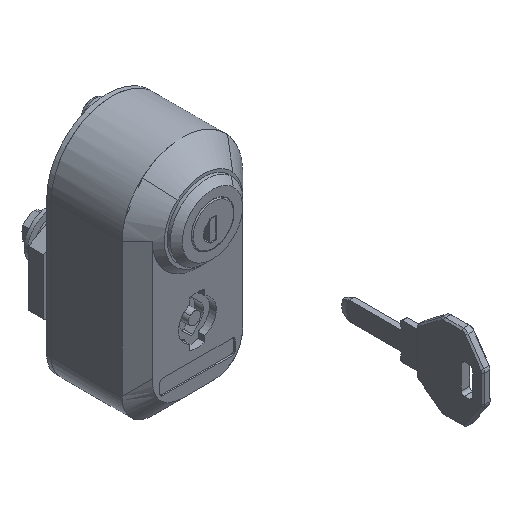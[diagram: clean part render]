
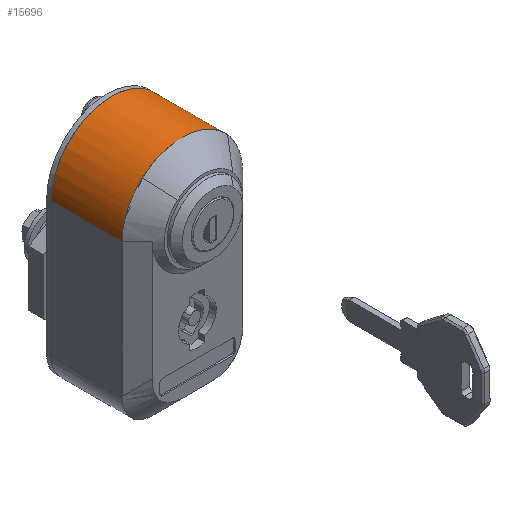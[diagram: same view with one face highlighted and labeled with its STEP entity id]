
A CAD part, isometric view. The second image highlights one B-rep face of the part: STEP entity #15696.
In plain terms, the highlighted free-form (B-spline) face has degree [1, 2] with [2, 5] control points.
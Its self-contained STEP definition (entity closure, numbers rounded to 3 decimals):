
#15449=CARTESIAN_POINT('',(10.,-20.,0.));
#15450=VERTEX_POINT('',#15449);
#15463=CARTESIAN_POINT('',(33.5,-20.,0.));
#15464=VERTEX_POINT('',#15463);
#15470=CARTESIAN_POINT('',(33.5,-20.,0.));
#15471=CARTESIAN_POINT('',(10.,-20.,0.));
#15472=QUASI_UNIFORM_CURVE('',1,(#15470,#15471),.UNSPECIFIED.,.F.,.U.);
#15473=EDGE_CURVE('',#15464,#15450,#15472,.T.);
#15585=CARTESIAN_POINT('',(10.,20.,0.));
#15586=VERTEX_POINT('',#15585);
#15592=CARTESIAN_POINT('',(33.5,20.,0.));
#15593=VERTEX_POINT('',#15592);
#15594=CARTESIAN_POINT('',(33.5,20.,0.));
#15595=CARTESIAN_POINT('',(10.,20.,0.));
#15596=QUASI_UNIFORM_CURVE('',1,(#15594,#15595),.UNSPECIFIED.,.F.,.U.);
#15597=EDGE_CURVE('',#15593,#15586,#15596,.T.);
#15608=CARTESIAN_POINT('',(34.088,19.993,-0.524));
#15609=CARTESIAN_POINT('',(9.398,19.993,-0.524));
#15610=CARTESIAN_POINT('',(34.088,20.545,20.545));
#15611=CARTESIAN_POINT('',(9.398,20.545,20.545));
#15612=CARTESIAN_POINT('',(34.088,-0.524,19.993));
#15613=CARTESIAN_POINT('',(9.398,-0.524,19.993));
#15614=CARTESIAN_POINT('',(34.088,-21.592,19.441));
#15615=CARTESIAN_POINT('',(9.398,-21.592,19.441));
#15616=CARTESIAN_POINT('',(34.088,-19.938,-1.569));
#15617=CARTESIAN_POINT('',(9.398,-19.938,-1.569));
#15625=(BOUNDED_SURFACE()B_SPLINE_SURFACE(1,2,((#15608,#15610,#15612,#15614,#15616),(#15609,#15611,#15613,#15615,#15617)),.UNSPECIFIED.,.F.,.F.,.U.)B_SPLINE_SURFACE_WITH_KNOTS((2,2),(3,2,3),(0.0,24.69),(0.0,34.371,68.741),.UNSPECIFIED.)GEOMETRIC_REPRESENTATION_ITEM()RATIONAL_B_SPLINE_SURFACE(((1.0,0.688,1.0,0.688,1.0),(1.0,0.688,1.0,0.688,1.0)))REPRESENTATION_ITEM('')SURFACE());
#15626=CARTESIAN_POINT('',(10.,0.,20.));
#15627=VERTEX_POINT('',#15626);
#15628=CARTESIAN_POINT('',(10.,0.,20.));
#15629=CARTESIAN_POINT('',(10.,1.677,20.001));
#15630=CARTESIAN_POINT('',(10.,4.459,19.648));
#15631=CARTESIAN_POINT('',(10.,8.142,18.368));
#15632=CARTESIAN_POINT('',(10.,11.24,16.675));
#15633=CARTESIAN_POINT('',(10.,13.794,14.605));
#15634=CARTESIAN_POINT('',(10.,15.783,12.369));
#15635=CARTESIAN_POINT('',(10.,17.174,10.342));
#15636=CARTESIAN_POINT('',(10.,18.56,7.691));
#15637=CARTESIAN_POINT('',(10.,19.696,4.254));
#15638=CARTESIAN_POINT('',(10.,20.,1.432));
#15639=CARTESIAN_POINT('',(10.,20.,0.));
#15640=B_SPLINE_CURVE_WITH_KNOTS('',3,(#15628,#15629,#15630,#15631,#15632,#15633,#15634,#15635,#15636,#15637,#15638,#15639),.UNSPECIFIED.,.F.,.U.,(4,1,1,1,1,1,1,1,1,4),(0.,5.031,8.345,11.658,15.585,18.162,20.617,22.948,27.121,31.416),.UNSPECIFIED.);
#15641=EDGE_CURVE('',#15627,#15586,#15640,.T.);
#15642=ORIENTED_EDGE('',*,*,#15641,.F.);
#15643=CARTESIAN_POINT('',(10.,-20.,0.));
#15644=CARTESIAN_POINT('',(10.,-20.,0.982));
#15645=CARTESIAN_POINT('',(10.,-19.837,3.191));
#15646=CARTESIAN_POINT('',(10.,-19.039,6.463));
#15647=CARTESIAN_POINT('',(10.,-17.791,9.278));
#15648=CARTESIAN_POINT('',(10.,-16.214,11.819));
#15649=CARTESIAN_POINT('',(10.,-14.378,14.03));
#15650=CARTESIAN_POINT('',(10.,-11.837,16.235));
#15651=CARTESIAN_POINT('',(10.,-8.789,18.1));
#15652=CARTESIAN_POINT('',(10.,-4.786,19.602));
#15653=CARTESIAN_POINT('',(10.,-1.718,20.001));
#15654=CARTESIAN_POINT('',(10.,0.,20.));
#15655=B_SPLINE_CURVE_WITH_KNOTS('',3,(#15643,#15644,#15645,#15646,#15647,#15648,#15649,#15650,#15651,#15652,#15653,#15654),.UNSPECIFIED.,.F.,.U.,(4,1,1,1,1,1,1,1,1,4),(0.,2.945,6.627,10.063,12.149,15.585,18.653,22.212,26.262,31.416),.UNSPECIFIED.);
#15656=EDGE_CURVE('',#15450,#15627,#15655,.T.);
#15657=ORIENTED_EDGE('',*,*,#15656,.F.);
#15658=ORIENTED_EDGE('',*,*,#15473,.F.);
#15659=CARTESIAN_POINT('',(33.5,0.,20.));
#15660=VERTEX_POINT('',#15659);
#15661=CARTESIAN_POINT('',(33.5,-20.,0.));
#15662=CARTESIAN_POINT('',(33.5,-20.,1.309));
#15663=CARTESIAN_POINT('',(33.5,-19.819,3.15));
#15664=CARTESIAN_POINT('',(33.5,-19.167,5.856));
#15665=CARTESIAN_POINT('',(33.5,-18.415,7.939));
#15666=CARTESIAN_POINT('',(33.5,-17.24,10.237));
#15667=CARTESIAN_POINT('',(33.5,-15.884,12.24));
#15668=CARTESIAN_POINT('',(33.5,-14.099,14.272));
#15669=CARTESIAN_POINT('',(33.5,-11.837,16.235));
#15670=CARTESIAN_POINT('',(33.5,-8.789,18.1));
#15671=CARTESIAN_POINT('',(33.5,-4.786,19.602));
#15672=CARTESIAN_POINT('',(33.5,-1.718,20.001));
#15673=CARTESIAN_POINT('',(33.5,0.,20.));
#15674=B_SPLINE_CURVE_WITH_KNOTS('',3,(#15661,#15662,#15663,#15664,#15665,#15666,#15667,#15668,#15669,#15670,#15671,#15672,#15673),.UNSPECIFIED.,.F.,.U.,(4,1,1,1,1,1,1,1,1,1,4),(0.,3.927,5.522,8.345,10.554,13.254,15.585,18.653,22.212,26.262,31.416),.UNSPECIFIED.);
#15675=EDGE_CURVE('',#15464,#15660,#15674,.T.);
#15676=ORIENTED_EDGE('',*,*,#15675,.T.);
#15677=CARTESIAN_POINT('',(33.5,0.,20.));
#15678=CARTESIAN_POINT('',(33.5,1.677,20.001));
#15679=CARTESIAN_POINT('',(33.5,4.295,19.669));
#15680=CARTESIAN_POINT('',(33.5,7.99,18.435));
#15681=CARTESIAN_POINT('',(33.5,10.676,17.01));
#15682=CARTESIAN_POINT('',(33.5,13.068,15.213));
#15683=CARTESIAN_POINT('',(33.5,15.064,13.266));
#15684=CARTESIAN_POINT('',(33.5,16.853,10.915));
#15685=CARTESIAN_POINT('',(33.5,18.241,8.355));
#15686=CARTESIAN_POINT('',(33.5,19.134,5.975));
#15687=CARTESIAN_POINT('',(33.5,19.813,3.232));
#15688=CARTESIAN_POINT('',(33.5,20.,1.268));
#15689=CARTESIAN_POINT('',(33.5,20.,0.));
#15690=B_SPLINE_CURVE_WITH_KNOTS('',3,(#15677,#15678,#15679,#15680,#15681,#15682,#15683,#15684,#15685,#15686,#15687,#15688,#15689),.UNSPECIFIED.,.F.,.U.,(4,1,1,1,1,1,1,1,1,1,4),(0.,5.031,7.854,11.658,14.113,16.812,20.003,22.948,25.526,27.612,31.416),.UNSPECIFIED.);
#15691=EDGE_CURVE('',#15660,#15593,#15690,.T.);
#15692=ORIENTED_EDGE('',*,*,#15691,.T.);
#15693=ORIENTED_EDGE('',*,*,#15597,.T.);
#15694=EDGE_LOOP('',(#15642,#15657,#15658,#15676,#15692,#15693));
#15695=FACE_OUTER_BOUND('',#15694,.T.);
#15696=ADVANCED_FACE('',(#15695),#15625,.T.);
